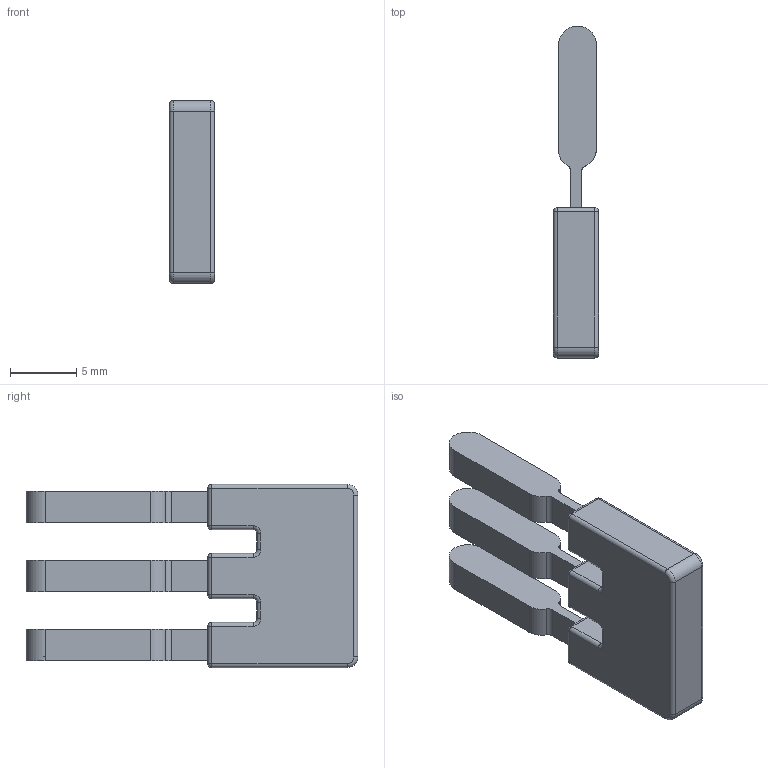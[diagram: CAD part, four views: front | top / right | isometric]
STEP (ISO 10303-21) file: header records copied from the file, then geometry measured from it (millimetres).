
FILE_DESCRIPTION (( 'STEP AP203' ), '1' );
FILE_NAME ('KN-P3J25.step', '2025-04-29T14:02:53', ( '' ), ( '' ), 'SwSTEP 2.0', 'SolidWorks 2024', '' );
FILE_SCHEMA (( 'CONFIG_CONTROL_DESIGN' ));
Length unit declared in the file: millimetre
Products named in the file (1): KN-P3J25
Bounding box: 3.4 x 25 x 13.8 mm (x, y, z)
Volume: 706.1 mm3; surface area: 878.7 mm2
Topology: 1 solids, 1 shells, 117 faces, 288 edges, 164 vertices
Faces by surface type: cylinder 57, plane 36, torus 12, sphere 12
Entity records: 3412 total; most frequent: DIRECTION 631, CARTESIAN_POINT 567, ORIENTED_EDGE 552, EDGE_CURVE 276, AXIS2_PLACEMENT_3D 240, VERTEX_POINT 164, LINE 151, VECTOR 151
